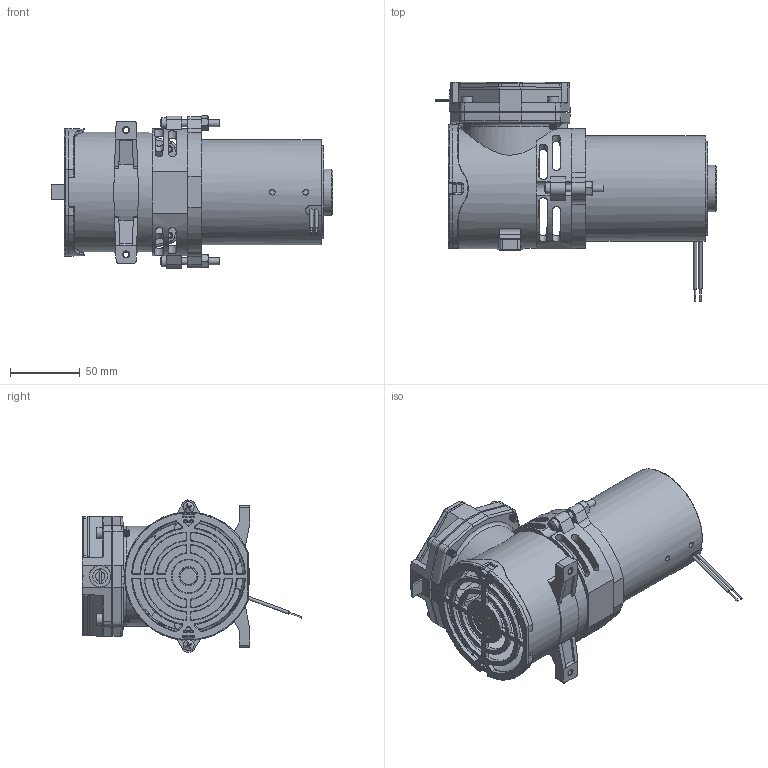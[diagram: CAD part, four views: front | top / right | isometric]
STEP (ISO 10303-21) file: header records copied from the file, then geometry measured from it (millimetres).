
FILE_DESCRIPTION (( 'STEP AP214' ), '1' );
FILE_NAME ('MOA-P101-JK.STEP', '2025-05-02T15:29:40', ( '' ), ( '' ), 'SwSTEP 2.0', 'SolidWorks 2023', '' );
FILE_SCHEMA (( 'AUTOMOTIVE_DESIGN' ));
Length unit declared in the file: inch
Products named in the file (28): AH407; BC164; AG556; AT712 - Filter Element (2)^AE112; BB556_90273A241; AF783; AG973; AE112; AF779; AT179; AF819A; AG544J; AG288; AG774; AJ827_AH693G (.040-.050 BEND); BB121_90128A222; AT712 - Filter Element^AE112; BC148; AT142; AF780; AE451A; MOA-P101-JK; AH406; AF778; BB319; BB422_91099A260
Assembly tree (24 placements, depth 3):
  BC164
  AG973
  AT179
  AF819A
  AJ827_AH693G (.040-.050 BEND)
Bounding box: 201.47 x 156.79 x 109.13 mm (x, y, z)
Volume: 301328.4 mm3; surface area: 185150.9 mm2
Topology: 24 solids, 24 shells, 1391 faces, 3572 edges, 2256 vertices
Faces by surface type: plane 491, cylinder 261, cone 256, bspline 227, torus 147, sphere 9
Full cylindrical faces by diameter (mm): 1.143 x2, 2.286 x2, 3.429 x1, 3.797 x4, 3.962 x2, 4.064 x4, 4.572 x2, 4.826 x16, 5.08 x4, 5.588 x6, 7.112 x1, 7.137 x1, 7.925 x4, 7.945 x2, 8.357 x1, 10.541 x1, 11.176 x3, 12.192 x1, 13.208 x1, 15.24 x2, 15.469 x1, 33.274 x1, 54.472 x4, 66.65 x1, 66.802 x1, 69.795 x1, 73.914 x1, 74.93 x1, 75.438 x1, 78.74 x1
Entity records: 50407 total; most frequent: CARTESIAN_POINT 22032, ORIENTED_EDGE 5984, DIRECTION 5102, EDGE_CURVE 2992, AXIS2_PLACEMENT_3D 1990, VERTEX_POINT 1951, EDGE_LOOP 1485, FACE_OUTER_BOUND 1296
